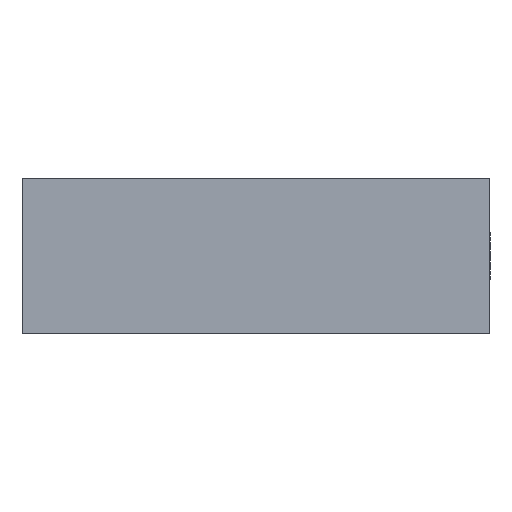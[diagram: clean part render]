
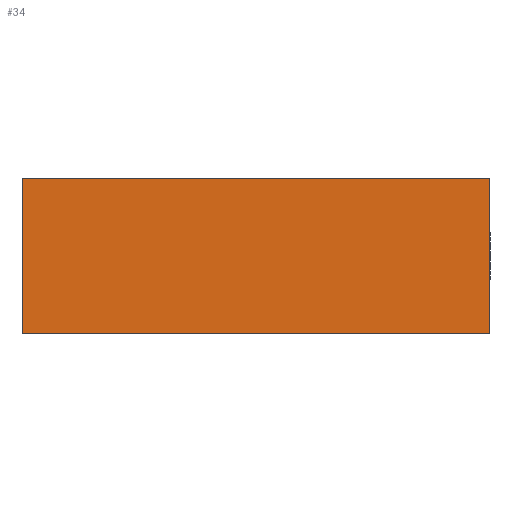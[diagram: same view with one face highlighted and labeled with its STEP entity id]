
A CAD part, left-side view. The second image highlights one B-rep face of the part: STEP entity #34.
In plain terms, the highlighted planar face has unit normal (-1, 0, 0).
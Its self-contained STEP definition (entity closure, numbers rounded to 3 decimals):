
#20 = EDGE_CURVE ( 'NONE', #22, #473, #561, .T. ) ;
#22 = VERTEX_POINT ( 'NONE', #230 ) ;
#33 = CARTESIAN_POINT ( 'NONE',  ( -118., 0., 6. ) ) ;
#34 = ADVANCED_FACE ( 'NONE', ( #96 ), #434, .F. ) ;
#38 = VECTOR ( 'NONE', #136, 1000. ) ;
#83 = CARTESIAN_POINT ( 'NONE',  ( -118., 0., -6. ) ) ;
#91 = DIRECTION ( 'NONE',  ( 0., 0., -1. ) ) ;
#93 = VERTEX_POINT ( 'NONE', #33 ) ;
#96 = FACE_OUTER_BOUND ( 'NONE', #343, .T. ) ;
#100 = EDGE_CURVE ( 'NONE', #156, #93, #326, .T. ) ;
#112 = LINE ( 'NONE', #297, #199 ) ;
#136 = DIRECTION ( 'NONE',  ( 0., -1., 0. ) ) ;
#156 = VERTEX_POINT ( 'NONE', #408 ) ;
#189 = VECTOR ( 'NONE', #91, 1000. ) ;
#199 = VECTOR ( 'NONE', #485, 1000. ) ;
#230 = CARTESIAN_POINT ( 'NONE',  ( -118., 36., -6. ) ) ;
#251 = ORIENTED_EDGE ( 'NONE', *, *, #100, .F. ) ;
#278 = DIRECTION ( 'NONE',  ( 1., 0., 0. ) ) ;
#297 = CARTESIAN_POINT ( 'NONE',  ( -118., 0., 6. ) ) ;
#326 = LINE ( 'NONE', #367, #404 ) ;
#327 = EDGE_CURVE ( 'NONE', #156, #22, #331, .T. ) ;
#331 = LINE ( 'NONE', #511, #189 ) ;
#337 = ORIENTED_EDGE ( 'NONE', *, *, #391, .F. ) ;
#343 = EDGE_LOOP ( 'NONE', ( #513, #337, #251, #377 ) ) ;
#367 = CARTESIAN_POINT ( 'NONE',  ( -118., 0., 6. ) ) ;
#373 = CARTESIAN_POINT ( 'NONE',  ( -118., 0., 6. ) ) ;
#377 = ORIENTED_EDGE ( 'NONE', *, *, #327, .T. ) ;
#391 = EDGE_CURVE ( 'NONE', #93, #473, #112, .T. ) ;
#404 = VECTOR ( 'NONE', #494, 1000. ) ;
#408 = CARTESIAN_POINT ( 'NONE',  ( -118., 36., 6. ) ) ;
#434 = PLANE ( 'NONE',  #595 ) ;
#465 = CARTESIAN_POINT ( 'NONE',  ( -118., 0., -6. ) ) ;
#473 = VERTEX_POINT ( 'NONE', #83 ) ;
#475 = DIRECTION ( 'NONE',  ( 0., 0., -1. ) ) ;
#485 = DIRECTION ( 'NONE',  ( 0., 0., -1. ) ) ;
#494 = DIRECTION ( 'NONE',  ( 0., -1., 0. ) ) ;
#511 = CARTESIAN_POINT ( 'NONE',  ( -118., 36., 6. ) ) ;
#513 = ORIENTED_EDGE ( 'NONE', *, *, #20, .T. ) ;
#561 = LINE ( 'NONE', #465, #38 ) ;
#595 = AXIS2_PLACEMENT_3D ( 'NONE', #373, #278, #475 ) ;
